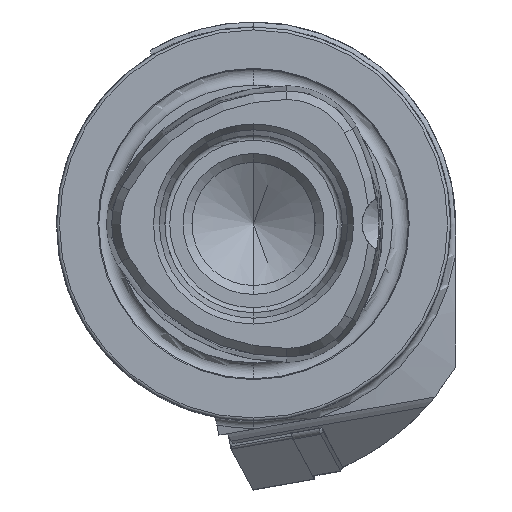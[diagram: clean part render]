
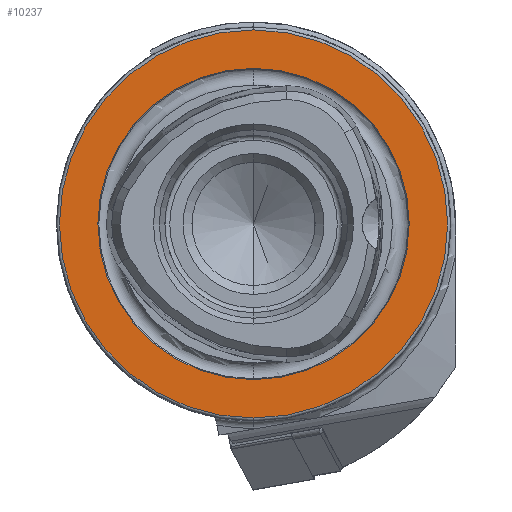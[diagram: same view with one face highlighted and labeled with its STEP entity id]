
A CAD part, left-side view. The second image highlights one B-rep face of the part: STEP entity #10237.
In plain terms, the highlighted planar face has unit normal (-1, 0, 0).
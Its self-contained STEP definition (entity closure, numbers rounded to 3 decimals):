
#758 = DIRECTION ( 'NONE',  ( 0., 0., 1. ) ) ;
#759 = DIRECTION ( 'NONE',  ( -1., 0., 0. ) ) ;
#760 = CARTESIAN_POINT ( 'NONE',  ( 0., 0., 0. ) ) ;
#778 = DIRECTION ( 'NONE',  ( 0., 0., 1. ) ) ;
#780 = DIRECTION ( 'NONE',  ( -1., 0., 0. ) ) ;
#781 = CARTESIAN_POINT ( 'NONE',  ( 0., 0., 0. ) ) ;
#1328 = EDGE_CURVE ( 'NONE', #7327, #7329, #1859, .T. ) ;
#1332 = EDGE_CURVE ( 'NONE', #7332, #7333, #1847, .T. ) ;
#1499 = CIRCLE ( 'NONE', #7078, 15.8 ) ;
#1501 = CIRCLE ( 'NONE', #7077, 19.7 ) ;
#1847 = CIRCLE ( 'NONE', #6914, 19.7 ) ;
#1859 = CIRCLE ( 'NONE', #6911, 15.8 ) ;
#3710 = EDGE_LOOP ( 'NONE', ( #8781, #8782 ) ) ;
#3818 = EDGE_LOOP ( 'NONE', ( #8779, #8780 ) ) ;
#5787 = DIRECTION ( 'NONE',  ( 0., 0., -1. ) ) ;
#5788 = DIRECTION ( 'NONE',  ( 1., 0., 0. ) ) ;
#5790 = PLANE ( 'NONE',  #12041 ) ;
#5797 = CARTESIAN_POINT ( 'NONE',  ( 0., 15.8, 0. ) ) ;
#6658 = EDGE_CURVE ( 'NONE', #7333, #7332, #1501, .T. ) ;
#6659 = EDGE_CURVE ( 'NONE', #7329, #7327, #1499, .T. ) ;
#6911 = AXIS2_PLACEMENT_3D ( 'NONE', #781, #780, #778 ) ;
#6914 = AXIS2_PLACEMENT_3D ( 'NONE', #760, #759, #758 ) ;
#7077 = AXIS2_PLACEMENT_3D ( 'NONE', #10100, #10069, #10102 ) ;
#7078 = AXIS2_PLACEMENT_3D ( 'NONE', #10106, #10047, #10088 ) ;
#7327 = VERTEX_POINT ( 'NONE', #11501 ) ;
#7329 = VERTEX_POINT ( 'NONE', #11498 ) ;
#7332 = VERTEX_POINT ( 'NONE', #11494 ) ;
#7333 = VERTEX_POINT ( 'NONE', #11493 ) ;
#8362 = FACE_BOUND ( 'NONE', #3818, .T. ) ;
#8374 = FACE_OUTER_BOUND ( 'NONE', #3710, .T. ) ;
#8779 = ORIENTED_EDGE ( 'NONE', *, *, #6659, .F. ) ;
#8780 = ORIENTED_EDGE ( 'NONE', *, *, #1328, .F. ) ;
#8781 = ORIENTED_EDGE ( 'NONE', *, *, #1332, .T. ) ;
#8782 = ORIENTED_EDGE ( 'NONE', *, *, #6658, .T. ) ;
#10047 = DIRECTION ( 'NONE',  ( -1., 0., 0. ) ) ;
#10069 = DIRECTION ( 'NONE',  ( -1., 0., 0. ) ) ;
#10088 = DIRECTION ( 'NONE',  ( 0., 0., 1. ) ) ;
#10100 = CARTESIAN_POINT ( 'NONE',  ( 0., 0., 0. ) ) ;
#10102 = DIRECTION ( 'NONE',  ( 0., 0., 1. ) ) ;
#10106 = CARTESIAN_POINT ( 'NONE',  ( 0., 0., 0. ) ) ;
#10237 = ADVANCED_FACE ( 'NONE', ( #8362, #8374 ), #5790, .F. ) ;
#11493 = CARTESIAN_POINT ( 'NONE',  ( 0., 0., -19.7 ) ) ;
#11494 = CARTESIAN_POINT ( 'NONE',  ( 0., 0., 19.7 ) ) ;
#11498 = CARTESIAN_POINT ( 'NONE',  ( 0., 0., 15.8 ) ) ;
#11501 = CARTESIAN_POINT ( 'NONE',  ( 0., 0., -15.8 ) ) ;
#12041 = AXIS2_PLACEMENT_3D ( 'NONE', #5797, #5788, #5787 ) ;
